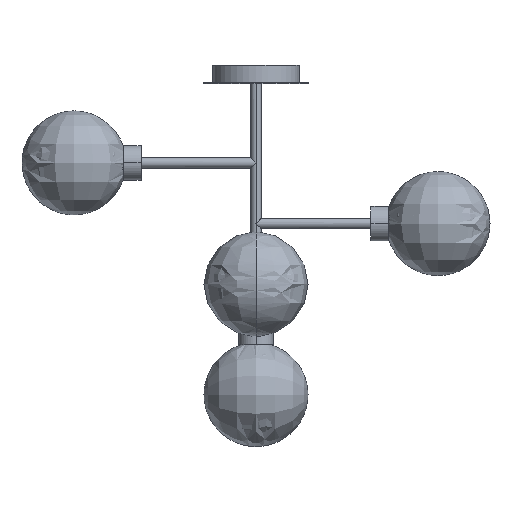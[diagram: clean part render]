
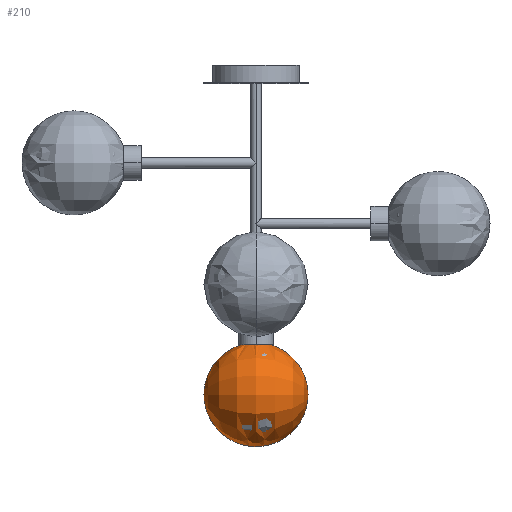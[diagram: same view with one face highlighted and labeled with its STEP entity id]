
A CAD part, left-side view. The second image highlights one B-rep face of the part: STEP entity #210.
In plain terms, the highlighted free-form (B-spline) face has degree [2, 2] with [5, 5] control points.
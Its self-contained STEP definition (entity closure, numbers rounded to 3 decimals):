
#64=B_SPLINE_CURVE_WITH_KNOTS('',3,(#2843,#2844,#2845,#2846,#2847,#2848,
#2849,#2850,#2851,#2852,#2853),.UNSPECIFIED.,.F.,.F.,(4,2,3,2,4),(0.,14.125,
28.249,42.374,56.498),.UNSPECIFIED.);
#115=(
BOUNDED_SURFACE()
B_SPLINE_SURFACE(2,2,((#2694,#2695,#2696,#2697,#2698),(#2699,#2700,#2701,
#2702,#2703),(#2704,#2705,#2706,#2707,#2708),(#2709,#2710,#2711,#2712,#2713),
(#2714,#2715,#2716,#2717,#2718)),.UNSPECIFIED.,.F.,.F.,.F.)
B_SPLINE_SURFACE_WITH_KNOTS((3,2,3),(3,2,3),(-94.248,0.,94.248),
(0.,120.,240.),.UNSPECIFIED.)
GEOMETRIC_REPRESENTATION_ITEM()
RATIONAL_B_SPLINE_SURFACE(((1.,0.707,1.,0.707,1.),
(0.707,0.5,0.707,0.5,0.707),(1.,0.707,
1.,0.707,1.),(0.707,0.5,0.707,0.5,0.707),
(1.,0.707,1.,0.707,1.)))
REPRESENTATION_ITEM('')
SURFACE()
);
#210=ADVANCED_FACE('',(#306),#115,.T.);
#306=FACE_OUTER_BOUND('',#402,.T.);
#402=EDGE_LOOP('',(#611,#612,#613,#614));
#611=ORIENTED_EDGE('',*,*,#881,.T.);
#612=ORIENTED_EDGE('',*,*,#877,.T.);
#613=ORIENTED_EDGE('',*,*,#875,.F.);
#614=ORIENTED_EDGE('',*,*,#876,.T.);
#875=EDGE_CURVE('',#1184,#1185,#1048,.T.);
#876=EDGE_CURVE('',#1184,#1187,#1049,.T.);
#877=EDGE_CURVE('',#1186,#1185,#1050,.T.);
#881=EDGE_CURVE('',#1187,#1186,#64,.T.);
#1048=(
BOUNDED_CURVE()
B_SPLINE_CURVE(2,(#2821,#2822,#2823,#2824,#2825),.UNSPECIFIED.,.F.,.F.)
B_SPLINE_CURVE_WITH_KNOTS((3,2,3),(-94.248,0.,94.248),
 .UNSPECIFIED.)
CURVE()
GEOMETRIC_REPRESENTATION_ITEM()
RATIONAL_B_SPLINE_CURVE((1.,0.707,1.,0.707,1.))
REPRESENTATION_ITEM('')
);
#1049=(
BOUNDED_CURVE()
B_SPLINE_CURVE(2,(#2826,#2827,#2828),.UNSPECIFIED.,.F.,.F.)
B_SPLINE_CURVE_WITH_KNOTS((3,3),(-94.248,-18.95),
 .UNSPECIFIED.)
CURVE()
GEOMETRIC_REPRESENTATION_ITEM()
RATIONAL_B_SPLINE_CURVE((1.,0.804,1.))
REPRESENTATION_ITEM('')
);
#1050=(
BOUNDED_CURVE()
B_SPLINE_CURVE(2,(#2829,#2830,#2831),.UNSPECIFIED.,.F.,.F.)
B_SPLINE_CURVE_WITH_KNOTS((3,3),(18.95,94.248),
 .UNSPECIFIED.)
CURVE()
GEOMETRIC_REPRESENTATION_ITEM()
RATIONAL_B_SPLINE_CURVE((1.,0.804,1.))
REPRESENTATION_ITEM('')
);
#1184=VERTEX_POINT('',#2813);
#1185=VERTEX_POINT('',#2814);
#1186=VERTEX_POINT('',#2815);
#1187=VERTEX_POINT('',#2816);
#2694=CARTESIAN_POINT('',(0.,-60.,1683.178));
#2695=CARTESIAN_POINT('',(0.,-60.,1683.178));
#2696=CARTESIAN_POINT('',(0.,-60.,1683.178));
#2697=CARTESIAN_POINT('',(0.,-60.,1683.178));
#2698=CARTESIAN_POINT('',(0.,-60.,1683.178));
#2699=CARTESIAN_POINT('',(0.,-60.,1743.178));
#2700=CARTESIAN_POINT('',(-60.,-60.,1743.178));
#2701=CARTESIAN_POINT('',(-60.,-60.,1683.178));
#2702=CARTESIAN_POINT('',(-60.,-60.,1623.178));
#2703=CARTESIAN_POINT('',(0.,-60.,1623.178));
#2704=CARTESIAN_POINT('',(0.,0.,1743.178));
#2705=CARTESIAN_POINT('',(-60.,0.,1743.178));
#2706=CARTESIAN_POINT('',(-60.,0.,1683.178));
#2707=CARTESIAN_POINT('',(-60.,0.,1623.178));
#2708=CARTESIAN_POINT('',(0.,0.,1623.178));
#2709=CARTESIAN_POINT('',(0.,60.,1743.178));
#2710=CARTESIAN_POINT('',(-60.,60.,1743.178));
#2711=CARTESIAN_POINT('',(-60.,60.,1683.178));
#2712=CARTESIAN_POINT('',(-60.,60.,1623.178));
#2713=CARTESIAN_POINT('',(0.,60.,1623.178));
#2714=CARTESIAN_POINT('',(0.,60.,1683.178));
#2715=CARTESIAN_POINT('',(0.,60.,1683.178));
#2716=CARTESIAN_POINT('',(0.,60.,1683.178));
#2717=CARTESIAN_POINT('',(0.,60.,1683.178));
#2718=CARTESIAN_POINT('',(0.,60.,1683.178));
#2813=CARTESIAN_POINT('',(0.,-60.,1683.178));
#2814=CARTESIAN_POINT('',(0.,60.,1683.178));
#2815=CARTESIAN_POINT('',(0.,17.53,1740.56));
#2816=CARTESIAN_POINT('',(0.,-17.53,1740.56));
#2821=CARTESIAN_POINT('',(0.,-60.,1683.178));
#2822=CARTESIAN_POINT('',(0.,-60.,1623.178));
#2823=CARTESIAN_POINT('',(0.,0.,1623.178));
#2824=CARTESIAN_POINT('',(0.,60.,1623.178));
#2825=CARTESIAN_POINT('',(0.,60.,1683.178));
#2826=CARTESIAN_POINT('',(0.,-60.,1683.178));
#2827=CARTESIAN_POINT('',(0.,-60.,1727.586));
#2828=CARTESIAN_POINT('',(0.,-17.53,1740.56));
#2829=CARTESIAN_POINT('',(0.,17.53,1740.56));
#2830=CARTESIAN_POINT('',(0.,60.,1727.586));
#2831=CARTESIAN_POINT('',(0.,60.,1683.178));
#2843=CARTESIAN_POINT('',(0.,-17.53,1740.56));
#2844=CARTESIAN_POINT('',(-4.649,-17.53,1740.56));
#2845=CARTESIAN_POINT('',(-9.108,-15.683,1740.56));
#2846=CARTESIAN_POINT('',(-15.683,-9.108,1740.56));
#2847=CARTESIAN_POINT('',(-17.53,-4.649,1740.56));
#2848=CARTESIAN_POINT('',(-17.53,0.,1740.56));
#2849=CARTESIAN_POINT('',(-17.53,4.649,1740.56));
#2850=CARTESIAN_POINT('',(-15.683,9.108,1740.56));
#2851=CARTESIAN_POINT('',(-9.108,15.683,1740.56));
#2852=CARTESIAN_POINT('',(-4.649,17.53,1740.56));
#2853=CARTESIAN_POINT('',(0.,17.53,1740.56));
